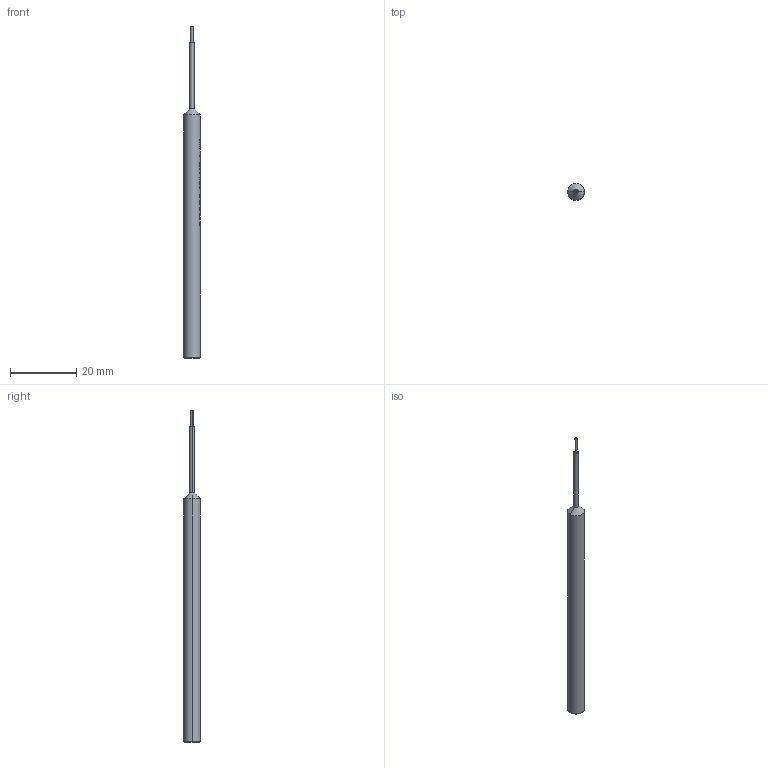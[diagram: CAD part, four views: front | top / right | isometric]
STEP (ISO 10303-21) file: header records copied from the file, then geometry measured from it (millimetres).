
FILE_DESCRIPTION (( 'STEP AP214' ), '1' );
FILE_NAME ('FEWZ-050E0.STEP', '2021-01-26T15:03:27', ( '' ), ( '' ), 'SwSTEP 2.0', 'SolidWorks 2020', '' );
FILE_SCHEMA (( 'AUTOMOTIVE_DESIGN' ));
Length unit declared in the file: millimetre
Products named in the file (1): FEWZ-050E0
Bounding box: 5 x 5 x 100 mm (x, y, z)
Volume: 1485.8 mm3; surface area: 1297.8 mm2
Topology: 1 solids, 1 shells, 196 faces, 563 edges, 372 vertices
Faces by surface type: plane 83, bspline 61, cylinder 44, cone 8
Entity records: 13349 total; most frequent: CARTESIAN_POINT 8737, ORIENTED_EDGE 1126, DIRECTION 704, EDGE_CURVE 563, VERTEX_POINT 372, AXIS2_PLACEMENT_3D 248, B_SPLINE_CURVE_WITH_KNOTS 243, VECTOR 208
